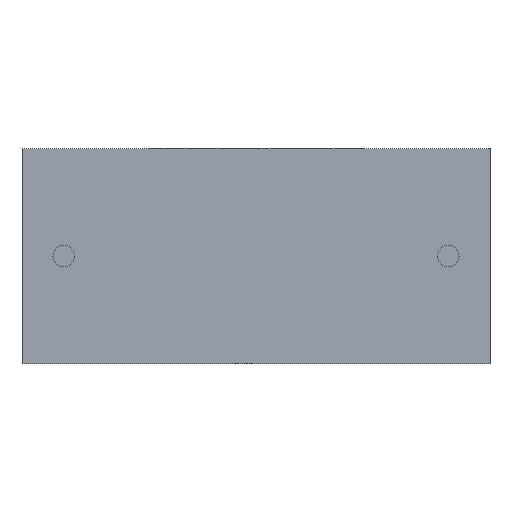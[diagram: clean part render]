
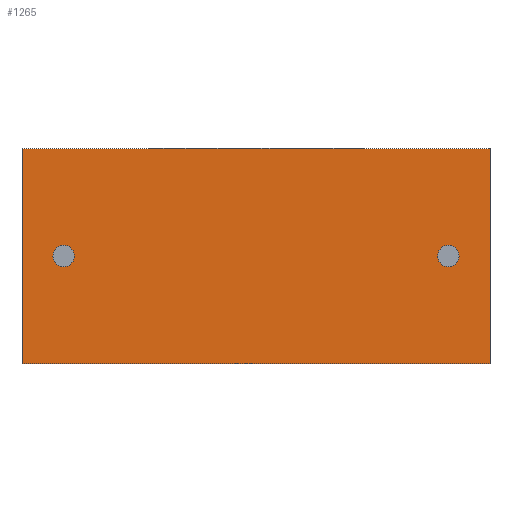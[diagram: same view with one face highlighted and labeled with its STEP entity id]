
A CAD part, front view. The second image highlights one B-rep face of the part: STEP entity #1265.
In plain terms, the highlighted planar face has unit normal (0, -1, 0).
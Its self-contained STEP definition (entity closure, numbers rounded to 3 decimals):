
#110 = CARTESIAN_POINT ( 'NONE',  ( 18.5, 0., 8.5 ) ) ;
#112 = CARTESIAN_POINT ( 'NONE',  ( 18.5, 0., 8.5 ) ) ;
#130 = CARTESIAN_POINT ( 'NONE',  ( 0., 0., 8.5 ) ) ;
#178 = EDGE_CURVE ( 'NONE', #2142, #2175, #311, .T. ) ;
#186 = ORIENTED_EDGE ( 'NONE', *, *, #1324, .T. ) ;
#195 = DIRECTION ( 'NONE',  ( 0., 0., -1. ) ) ;
#220 = EDGE_LOOP ( 'NONE', ( #825, #2174 ) ) ;
#244 = CIRCLE ( 'NONE', #859, 0.425 ) ;
#269 = CARTESIAN_POINT ( 'NONE',  ( 0., 0., 8.5 ) ) ;
#277 = DIRECTION ( 'NONE',  ( 0., 1., 0. ) ) ;
#296 = DIRECTION ( 'NONE',  ( 0., 0., -1. ) ) ;
#300 = EDGE_CURVE ( 'NONE', #704, #2398, #509, .T. ) ;
#311 = LINE ( 'NONE', #497, #782 ) ;
#348 = AXIS2_PLACEMENT_3D ( 'NONE', #1023, #2378, #802 ) ;
#359 = VERTEX_POINT ( 'NONE', #2305 ) ;
#409 = FACE_OUTER_BOUND ( 'NONE', #1277, .T. ) ;
#497 = CARTESIAN_POINT ( 'NONE',  ( 0., 0., 0. ) ) ;
#509 = CIRCLE ( 'NONE', #548, 0.425 ) ;
#548 = AXIS2_PLACEMENT_3D ( 'NONE', #1705, #1877, #1107 ) ;
#555 = DIRECTION ( 'NONE',  ( 1., 0., 0. ) ) ;
#647 = EDGE_CURVE ( 'NONE', #2398, #704, #2319, .T. ) ;
#673 = DIRECTION ( 'NONE',  ( 0., 0., 1. ) ) ;
#704 = VERTEX_POINT ( 'NONE', #1605 ) ;
#768 = AXIS2_PLACEMENT_3D ( 'NONE', #1430, #277, #296 ) ;
#782 = VECTOR ( 'NONE', #2020, 1000. ) ;
#802 = DIRECTION ( 'NONE',  ( 0., 0., 1. ) ) ;
#806 = VECTOR ( 'NONE', #195, 1000. ) ;
#814 = EDGE_CURVE ( 'NONE', #2079, #2175, #1870, .T. ) ;
#825 = ORIENTED_EDGE ( 'NONE', *, *, #647, .T. ) ;
#859 = AXIS2_PLACEMENT_3D ( 'NONE', #981, #1760, #1386 ) ;
#892 = LINE ( 'NONE', #1133, #1278 ) ;
#912 = AXIS2_PLACEMENT_3D ( 'NONE', #269, #2227, #673 ) ;
#916 = ORIENTED_EDGE ( 'NONE', *, *, #1206, .F. ) ;
#963 = LINE ( 'NONE', #2130, #806 ) ;
#981 = CARTESIAN_POINT ( 'NONE',  ( 1.65, 0., 4.25 ) ) ;
#1023 = CARTESIAN_POINT ( 'NONE',  ( 1.65, 0., 4.25 ) ) ;
#1107 = DIRECTION ( 'NONE',  ( 0., 0., -1. ) ) ;
#1133 = CARTESIAN_POINT ( 'NONE',  ( 0., 0., 8.5 ) ) ;
#1136 = CIRCLE ( 'NONE', #348, 0.425 ) ;
#1206 = EDGE_CURVE ( 'NONE', #2326, #359, #1136, .T. ) ;
#1265 = ADVANCED_FACE ( 'NONE', ( #1855, #409, #2457 ), #2342, .F. ) ;
#1277 = EDGE_LOOP ( 'NONE', ( #1414, #2028, #1516, #186 ) ) ;
#1278 = VECTOR ( 'NONE', #555, 1000. ) ;
#1324 = EDGE_CURVE ( 'NONE', #1631, #2142, #963, .T. ) ;
#1371 = CARTESIAN_POINT ( 'NONE',  ( 1.65, 0., 4.675 ) ) ;
#1386 = DIRECTION ( 'NONE',  ( 0., 0., 1. ) ) ;
#1405 = CARTESIAN_POINT ( 'NONE',  ( 16.85, 0., 4.675 ) ) ;
#1414 = ORIENTED_EDGE ( 'NONE', *, *, #178, .T. ) ;
#1430 = CARTESIAN_POINT ( 'NONE',  ( 16.85, 0., 4.25 ) ) ;
#1458 = DIRECTION ( 'NONE',  ( 0., 0., -1. ) ) ;
#1488 = CARTESIAN_POINT ( 'NONE',  ( 18.5, 0., 0. ) ) ;
#1516 = ORIENTED_EDGE ( 'NONE', *, *, #1766, .F. ) ;
#1591 = VECTOR ( 'NONE', #1458, 1000. ) ;
#1605 = CARTESIAN_POINT ( 'NONE',  ( 16.85, 0., 3.825 ) ) ;
#1631 = VERTEX_POINT ( 'NONE', #130 ) ;
#1705 = CARTESIAN_POINT ( 'NONE',  ( 16.85, 0., 4.25 ) ) ;
#1760 = DIRECTION ( 'NONE',  ( 0., -1., 0. ) ) ;
#1766 = EDGE_CURVE ( 'NONE', #1631, #2079, #892, .T. ) ;
#1855 = FACE_BOUND ( 'NONE', #220, .T. ) ;
#1870 = LINE ( 'NONE', #112, #1591 ) ;
#1877 = DIRECTION ( 'NONE',  ( 0., 1., 0. ) ) ;
#1879 = CARTESIAN_POINT ( 'NONE',  ( 0., 0., 0. ) ) ;
#2020 = DIRECTION ( 'NONE',  ( 1., 0., 0. ) ) ;
#2028 = ORIENTED_EDGE ( 'NONE', *, *, #814, .F. ) ;
#2040 = ORIENTED_EDGE ( 'NONE', *, *, #2274, .F. ) ;
#2052 = EDGE_LOOP ( 'NONE', ( #916, #2040 ) ) ;
#2079 = VERTEX_POINT ( 'NONE', #110 ) ;
#2130 = CARTESIAN_POINT ( 'NONE',  ( 0., 0., 8.5 ) ) ;
#2142 = VERTEX_POINT ( 'NONE', #1879 ) ;
#2174 = ORIENTED_EDGE ( 'NONE', *, *, #300, .T. ) ;
#2175 = VERTEX_POINT ( 'NONE', #1488 ) ;
#2227 = DIRECTION ( 'NONE',  ( 0., 1., 0. ) ) ;
#2274 = EDGE_CURVE ( 'NONE', #359, #2326, #244, .T. ) ;
#2305 = CARTESIAN_POINT ( 'NONE',  ( 1.65, 0., 3.825 ) ) ;
#2319 = CIRCLE ( 'NONE', #768, 0.425 ) ;
#2326 = VERTEX_POINT ( 'NONE', #1371 ) ;
#2342 = PLANE ( 'NONE',  #912 ) ;
#2378 = DIRECTION ( 'NONE',  ( 0., -1., 0. ) ) ;
#2398 = VERTEX_POINT ( 'NONE', #1405 ) ;
#2457 = FACE_BOUND ( 'NONE', #2052, .T. ) ;
